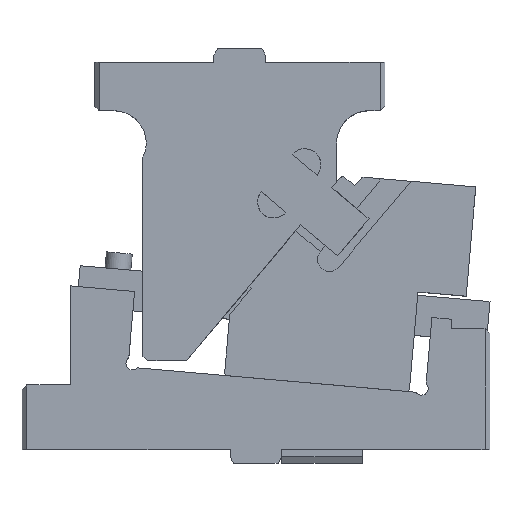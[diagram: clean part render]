
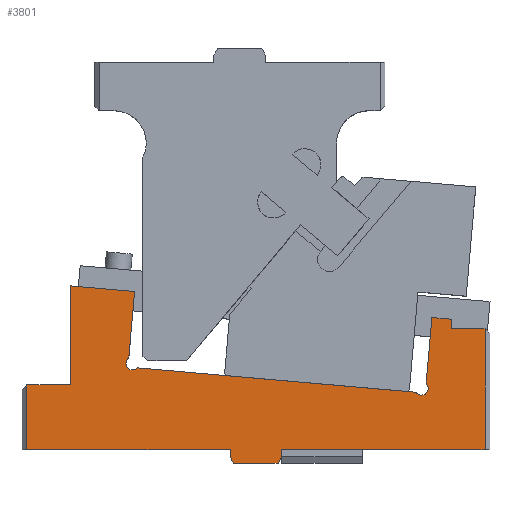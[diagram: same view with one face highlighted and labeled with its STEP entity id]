
A CAD part, top view. The second image highlights one B-rep face of the part: STEP entity #3801.
In plain terms, the highlighted planar face has unit normal (0, 0, 1).
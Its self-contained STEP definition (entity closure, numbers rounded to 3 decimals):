
#3243=CARTESIAN_POINT('Vertex',(129.,0.,25.)) ;
#3246=CARTESIAN_POINT('Line Origine',(66.,0.,25.)) ;
#3250=CARTESIAN_POINT('Vertex',(3.,0.,25.)) ;
#3619=CARTESIAN_POINT('Vertex',(129.,-4.5,25.)) ;
#3622=CARTESIAN_POINT('Line Origine',(129.,-2.25,25.)) ;
#3634=CARTESIAN_POINT('Axis2P3D Location',(68.412,53.396,25.)) ;
#3639=CARTESIAN_POINT('Line Origine',(145.,-8.5,25.)) ;
#3643=CARTESIAN_POINT('Vertex',(158.691,-8.5,25.)) ;
#3645=CARTESIAN_POINT('Vertex',(131.309,-8.5,25.)) ;
#3648=CARTESIAN_POINT('Line Origine',(159.845,-6.5,25.)) ;
#3652=CARTESIAN_POINT('Vertex',(161.,-4.5,25.)) ;
#3655=CARTESIAN_POINT('Line Origine',(161.,-2.25,25.)) ;
#3659=CARTESIAN_POINT('Vertex',(161.,0.,25.)) ;
#3662=CARTESIAN_POINT('Line Origine',(224.,0.,25.)) ;
#3666=CARTESIAN_POINT('Vertex',(287.,0.,25.)) ;
#3669=CARTESIAN_POINT('Line Origine',(287.,37.5,25.)) ;
#3673=CARTESIAN_POINT('Vertex',(287.,75.,25.)) ;
#3676=CARTESIAN_POINT('Line Origine',(276.5,75.,25.)) ;
#3680=CARTESIAN_POINT('Vertex',(266.,75.,25.)) ;
#3683=CARTESIAN_POINT('Line Origine',(266.,77.89,25.)) ;
#3687=CARTESIAN_POINT('Vertex',(266.,80.78,25.)) ;
#3690=CARTESIAN_POINT('Line Origine',(260.048,81.3,25.)) ;
#3694=CARTESIAN_POINT('Vertex',(254.096,81.821,25.)) ;
#3697=CARTESIAN_POINT('Line Origine',(252.293,61.211,25.)) ;
#3701=CARTESIAN_POINT('Vertex',(250.49,40.601,25.)) ;
#3704=CARTESIAN_POINT('Axis2P3D Location',(247.727,37.708,25.)) ;
#3708=CARTESIAN_POINT('Vertex',(251.727,37.708,25.)) ;
#3711=CARTESIAN_POINT('Axis2P3D Location',(247.727,37.708,25.)) ;
#3715=CARTESIAN_POINT('Vertex',(244.399,35.49,25.)) ;
#3718=CARTESIAN_POINT('Line Origine',(157.852,43.062,25.)) ;
#3722=CARTESIAN_POINT('Vertex',(71.305,50.634,25.)) ;
#3725=CARTESIAN_POINT('Axis2P3D Location',(68.412,53.396,25.)) ;
#3729=CARTESIAN_POINT('Vertex',(64.412,53.396,25.)) ;
#3732=CARTESIAN_POINT('Axis2P3D Location',(68.412,53.396,25.)) ;
#3736=CARTESIAN_POINT('Vertex',(66.194,56.725,25.)) ;
#3739=CARTESIAN_POINT('Line Origine',(67.997,77.335,25.)) ;
#3743=CARTESIAN_POINT('Vertex',(69.8,97.945,25.)) ;
#3746=CARTESIAN_POINT('Line Origine',(49.9,99.686,25.)) ;
#3750=CARTESIAN_POINT('Vertex',(30.,101.427,25.)) ;
#3753=CARTESIAN_POINT('Line Origine',(30.,70.714,25.)) ;
#3757=CARTESIAN_POINT('Vertex',(30.,40.,25.)) ;
#3760=CARTESIAN_POINT('Line Origine',(16.5,40.,25.)) ;
#3764=CARTESIAN_POINT('Vertex',(3.,40.,25.)) ;
#3767=CARTESIAN_POINT('Line Origine',(3.,20.,25.)) ;
#3772=CARTESIAN_POINT('Line Origine',(130.155,-6.5,25.)) ;
#3247=DIRECTION('Vector Direction',(1.,0.,0.)) ;
#3623=DIRECTION('Vector Direction',(0.,-1.,0.)) ;
#3635=DIRECTION('Axis2P3D Direction',(0.,0.,1.)) ;
#3636=DIRECTION('Axis2P3D XDirection',(1.,0.,-0.)) ;
#3640=DIRECTION('Vector Direction',(1.,0.,0.)) ;
#3649=DIRECTION('Vector Direction',(0.5,0.866,0.)) ;
#3656=DIRECTION('Vector Direction',(0.,-1.,0.)) ;
#3663=DIRECTION('Vector Direction',(1.,0.,0.)) ;
#3670=DIRECTION('Vector Direction',(0.,1.,0.)) ;
#3677=DIRECTION('Vector Direction',(1.,0.,0.)) ;
#3684=DIRECTION('Vector Direction',(0.,1.,0.)) ;
#3691=DIRECTION('Vector Direction',(0.996,-0.087,0.)) ;
#3698=DIRECTION('Vector Direction',(0.087,0.996,0.)) ;
#3705=DIRECTION('Axis2P3D Direction',(0.,0.,1.)) ;
#3712=DIRECTION('Axis2P3D Direction',(0.,0.,1.)) ;
#3719=DIRECTION('Vector Direction',(-0.996,0.087,0.)) ;
#3726=DIRECTION('Axis2P3D Direction',(0.,0.,1.)) ;
#3733=DIRECTION('Axis2P3D Direction',(0.,0.,1.)) ;
#3740=DIRECTION('Vector Direction',(-0.087,-0.996,0.)) ;
#3747=DIRECTION('Vector Direction',(0.996,-0.087,0.)) ;
#3754=DIRECTION('Vector Direction',(0.,1.,0.)) ;
#3761=DIRECTION('Vector Direction',(1.,0.,0.)) ;
#3768=DIRECTION('Vector Direction',(0.,-1.,0.)) ;
#3773=DIRECTION('Vector Direction',(-0.5,0.866,0.)) ;
#3637=AXIS2_PLACEMENT_3D('Plane Axis2P3D',#3634,#3635,#3636) ;
#3706=AXIS2_PLACEMENT_3D('Circle Axis2P3D',#3704,#3705,$) ;
#3713=AXIS2_PLACEMENT_3D('Circle Axis2P3D',#3711,#3712,$) ;
#3727=AXIS2_PLACEMENT_3D('Circle Axis2P3D',#3725,#3726,$) ;
#3734=AXIS2_PLACEMENT_3D('Circle Axis2P3D',#3732,#3733,$) ;
#3778=ORIENTED_EDGE('',*,*,#3647,.F.) ;
#3779=ORIENTED_EDGE('',*,*,#3654,.F.) ;
#3780=ORIENTED_EDGE('',*,*,#3661,.F.) ;
#3781=ORIENTED_EDGE('',*,*,#3668,.T.) ;
#3782=ORIENTED_EDGE('',*,*,#3675,.T.) ;
#3783=ORIENTED_EDGE('',*,*,#3682,.F.) ;
#3784=ORIENTED_EDGE('',*,*,#3689,.T.) ;
#3785=ORIENTED_EDGE('',*,*,#3696,.F.) ;
#3786=ORIENTED_EDGE('',*,*,#3703,.F.) ;
#3787=ORIENTED_EDGE('',*,*,#3710,.F.) ;
#3788=ORIENTED_EDGE('',*,*,#3717,.F.) ;
#3789=ORIENTED_EDGE('',*,*,#3724,.T.) ;
#3790=ORIENTED_EDGE('',*,*,#3731,.F.) ;
#3791=ORIENTED_EDGE('',*,*,#3738,.F.) ;
#3792=ORIENTED_EDGE('',*,*,#3745,.F.) ;
#3793=ORIENTED_EDGE('',*,*,#3752,.F.) ;
#3794=ORIENTED_EDGE('',*,*,#3759,.F.) ;
#3795=ORIENTED_EDGE('',*,*,#3766,.F.) ;
#3796=ORIENTED_EDGE('',*,*,#3771,.T.) ;
#3797=ORIENTED_EDGE('',*,*,#3252,.T.) ;
#3798=ORIENTED_EDGE('',*,*,#3626,.T.) ;
#3799=ORIENTED_EDGE('',*,*,#3776,.F.) ;
#3248=VECTOR('Line Direction',#3247,1.) ;
#3624=VECTOR('Line Direction',#3623,1.) ;
#3641=VECTOR('Line Direction',#3640,1.) ;
#3650=VECTOR('Line Direction',#3649,1.) ;
#3657=VECTOR('Line Direction',#3656,1.) ;
#3664=VECTOR('Line Direction',#3663,1.) ;
#3671=VECTOR('Line Direction',#3670,1.) ;
#3678=VECTOR('Line Direction',#3677,1.) ;
#3685=VECTOR('Line Direction',#3684,1.) ;
#3692=VECTOR('Line Direction',#3691,1.) ;
#3699=VECTOR('Line Direction',#3698,1.) ;
#3720=VECTOR('Line Direction',#3719,1.) ;
#3741=VECTOR('Line Direction',#3740,1.) ;
#3748=VECTOR('Line Direction',#3747,1.) ;
#3755=VECTOR('Line Direction',#3754,1.) ;
#3762=VECTOR('Line Direction',#3761,1.) ;
#3769=VECTOR('Line Direction',#3768,1.) ;
#3774=VECTOR('Line Direction',#3773,1.) ;
#3801=ADVANCED_FACE('CAM HOLDER',(#3800),#3638,.T.) ;
#3707=CIRCLE('generated circle',#3706,4.) ;
#3714=CIRCLE('generated circle',#3713,4.) ;
#3728=CIRCLE('generated circle',#3727,4.) ;
#3735=CIRCLE('generated circle',#3734,4.) ;
#3252=EDGE_CURVE('',#3251,#3244,#3249,.T.) ;
#3626=EDGE_CURVE('',#3244,#3620,#3625,.T.) ;
#3647=EDGE_CURVE('',#3644,#3646,#3642,.F.) ;
#3654=EDGE_CURVE('',#3653,#3644,#3651,.F.) ;
#3661=EDGE_CURVE('',#3660,#3653,#3658,.T.) ;
#3668=EDGE_CURVE('',#3660,#3667,#3665,.T.) ;
#3675=EDGE_CURVE('',#3667,#3674,#3672,.T.) ;
#3682=EDGE_CURVE('',#3681,#3674,#3679,.T.) ;
#3689=EDGE_CURVE('',#3681,#3688,#3686,.T.) ;
#3696=EDGE_CURVE('',#3695,#3688,#3693,.T.) ;
#3703=EDGE_CURVE('',#3702,#3695,#3700,.T.) ;
#3710=EDGE_CURVE('',#3709,#3702,#3707,.T.) ;
#3717=EDGE_CURVE('',#3716,#3709,#3714,.T.) ;
#3724=EDGE_CURVE('',#3716,#3723,#3721,.T.) ;
#3731=EDGE_CURVE('',#3730,#3723,#3728,.T.) ;
#3738=EDGE_CURVE('',#3737,#3730,#3735,.T.) ;
#3745=EDGE_CURVE('',#3744,#3737,#3742,.T.) ;
#3752=EDGE_CURVE('',#3751,#3744,#3749,.T.) ;
#3759=EDGE_CURVE('',#3758,#3751,#3756,.T.) ;
#3766=EDGE_CURVE('',#3765,#3758,#3763,.T.) ;
#3771=EDGE_CURVE('',#3765,#3251,#3770,.T.) ;
#3776=EDGE_CURVE('',#3646,#3620,#3775,.T.) ;
#3777=EDGE_LOOP('',(#3778,#3779,#3780,#3781,#3782,#3783,#3784,#3785,#3786,#3787,#3788,#3789,#3790,#3791,#3792,#3793,#3794,#3795,#3796,#3797,#3798,#3799)) ;
#3800=FACE_OUTER_BOUND('',#3777,.T.) ;
#3249=LINE('Line',#3246,#3248) ;
#3625=LINE('Line',#3622,#3624) ;
#3642=LINE('Line',#3639,#3641) ;
#3651=LINE('Line',#3648,#3650) ;
#3658=LINE('Line',#3655,#3657) ;
#3665=LINE('Line',#3662,#3664) ;
#3672=LINE('Line',#3669,#3671) ;
#3679=LINE('Line',#3676,#3678) ;
#3686=LINE('Line',#3683,#3685) ;
#3693=LINE('Line',#3690,#3692) ;
#3700=LINE('Line',#3697,#3699) ;
#3721=LINE('Line',#3718,#3720) ;
#3742=LINE('Line',#3739,#3741) ;
#3749=LINE('Line',#3746,#3748) ;
#3756=LINE('Line',#3753,#3755) ;
#3763=LINE('Line',#3760,#3762) ;
#3770=LINE('Line',#3767,#3769) ;
#3775=LINE('Line',#3772,#3774) ;
#3638=PLANE('Plane',#3637) ;
#3244=VERTEX_POINT('',#3243) ;
#3251=VERTEX_POINT('',#3250) ;
#3620=VERTEX_POINT('',#3619) ;
#3644=VERTEX_POINT('',#3643) ;
#3646=VERTEX_POINT('',#3645) ;
#3653=VERTEX_POINT('',#3652) ;
#3660=VERTEX_POINT('',#3659) ;
#3667=VERTEX_POINT('',#3666) ;
#3674=VERTEX_POINT('',#3673) ;
#3681=VERTEX_POINT('',#3680) ;
#3688=VERTEX_POINT('',#3687) ;
#3695=VERTEX_POINT('',#3694) ;
#3702=VERTEX_POINT('',#3701) ;
#3709=VERTEX_POINT('',#3708) ;
#3716=VERTEX_POINT('',#3715) ;
#3723=VERTEX_POINT('',#3722) ;
#3730=VERTEX_POINT('',#3729) ;
#3737=VERTEX_POINT('',#3736) ;
#3744=VERTEX_POINT('',#3743) ;
#3751=VERTEX_POINT('',#3750) ;
#3758=VERTEX_POINT('',#3757) ;
#3765=VERTEX_POINT('',#3764) ;
